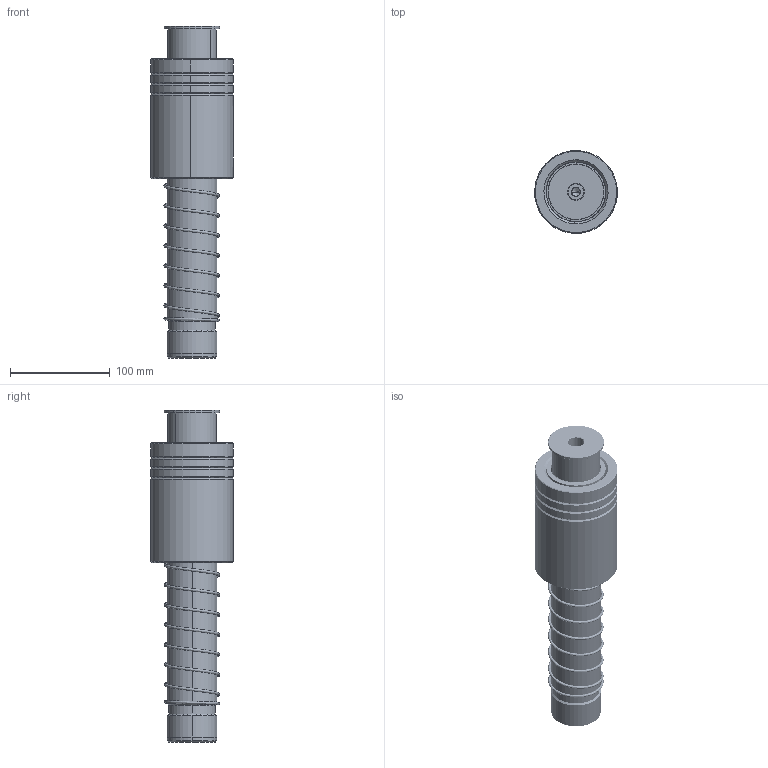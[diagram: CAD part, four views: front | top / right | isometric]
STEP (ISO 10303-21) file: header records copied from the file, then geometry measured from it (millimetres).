
FILE_DESCRIPTION (( 'STEP AP214' ), '1' );
FILE_NAME ('EKS EKJ-D50-L300(BL-120).STEP', '2021-09-27T02:53:31', ( '' ), ( '' ), 'SwSTEP 2.0', 'SolidWorks 2016', '' );
FILE_SCHEMA (( 'AUTOMOTIVE_DESIGN' ));
Length unit declared in the file: millimetre
Products named in the file (275): BALL-D5; GTK-D56-d49; MGK-D50-L300; HWP-D55.7-50.5-L140; BJ-D59.5-50.5-L110; EKS EKJ-D50-L300(BL-120); BJ BS-59.5-50.5-L110郪蚾; TBB-D83-d60-L120
Assembly tree (269 placements, depth 3):
  BALL-D5
  BALL-D5
  BALL-D5
  BALL-D5
  BALL-D5
Bounding box: 82.96 x 82.93 x 333 mm (x, y, z)
Volume: 1041358.4 mm3; surface area: 211937.6 mm2
Topology: 265 solids, 265 shells, 1173 faces, 4997 edges, 3315 vertices
Faces by surface type: sphere 1040, cone 42, cylinder 38, plane 21, torus 18, bspline 14
Entity records: 52539 total; most frequent: CARTESIAN_POINT 30908, ORIENTED_EDGE 3740, DIRECTION 3268, EDGE_CURVE 1870, AXIS2_PLACEMENT_3D 1584, VERTEX_POINT 1223, EDGE_LOOP 1177, B_SPLINE_CURVE_WITH_KNOTS 1105
